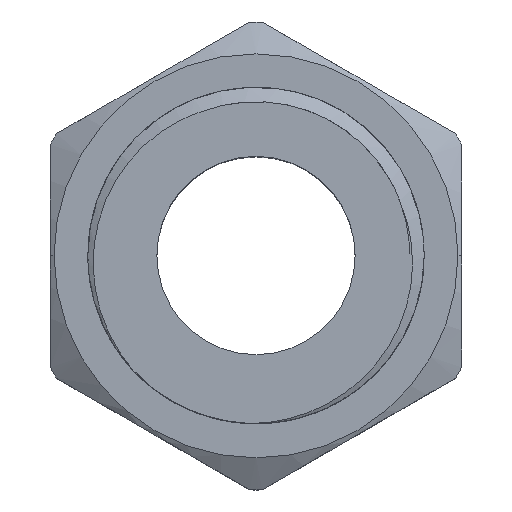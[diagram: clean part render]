
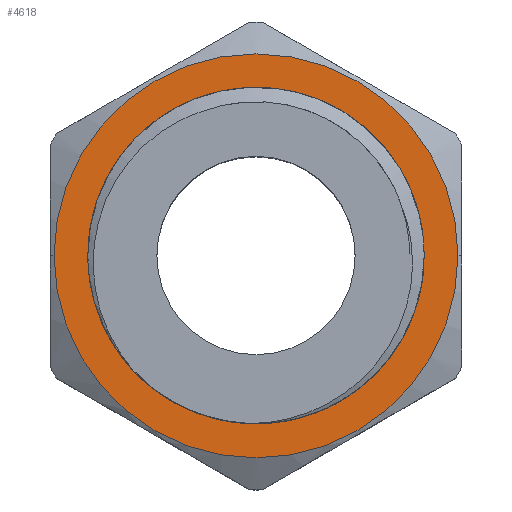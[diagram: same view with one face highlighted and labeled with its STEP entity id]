
A CAD part, top view. The second image highlights one B-rep face of the part: STEP entity #4618.
In plain terms, the highlighted planar face has unit normal (0, 0, 1).
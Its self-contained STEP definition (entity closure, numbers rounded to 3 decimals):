
#105 = FACE_BOUND ( 'NONE', #3344, .T. ) ;
#307 = DIRECTION ( 'NONE',  ( 1., 0., 0. ) ) ;
#322 = CIRCLE ( 'NONE', #3135, 13.75 ) ;
#382 = VERTEX_POINT ( 'NONE', #2467 ) ;
#659 = ORIENTED_EDGE ( 'NONE', *, *, #2462, .F. ) ;
#754 = VERTEX_POINT ( 'NONE', #1484 ) ;
#851 = DIRECTION ( 'NONE',  ( -1., 0., 0. ) ) ;
#1002 = CARTESIAN_POINT ( 'NONE',  ( 0., 0., -16. ) ) ;
#1234 = CARTESIAN_POINT ( 'NONE',  ( -13.75, 0., -16. ) ) ;
#1330 = EDGE_CURVE ( 'NONE', #4740, #754, #4429, .T. ) ;
#1420 = EDGE_LOOP ( 'NONE', ( #3672, #4089 ) ) ;
#1484 = CARTESIAN_POINT ( 'NONE',  ( -9.75, 0., -16. ) ) ;
#1561 = FACE_OUTER_BOUND ( 'NONE', #1420, .T. ) ;
#1640 = DIRECTION ( 'NONE',  ( 0., 0., -1. ) ) ;
#1781 = CIRCLE ( 'NONE', #4663, 13.75 ) ;
#1821 = EDGE_CURVE ( 'NONE', #2922, #382, #322, .T. ) ;
#2397 = AXIS2_PLACEMENT_3D ( 'NONE', #4980, #3038, #3118 ) ;
#2437 = PLANE ( 'NONE',  #2813 ) ;
#2462 = EDGE_CURVE ( 'NONE', #754, #4740, #3859, .T. ) ;
#2467 = CARTESIAN_POINT ( 'NONE',  ( 13.75, 0., -16. ) ) ;
#2813 = AXIS2_PLACEMENT_3D ( 'NONE', #1234, #1640, #851 ) ;
#2922 = VERTEX_POINT ( 'NONE', #3377 ) ;
#3038 = DIRECTION ( 'NONE',  ( 0., 0., 1. ) ) ;
#3118 = DIRECTION ( 'NONE',  ( 1., 0., 0. ) ) ;
#3129 = ORIENTED_EDGE ( 'NONE', *, *, #1330, .F. ) ;
#3135 = AXIS2_PLACEMENT_3D ( 'NONE', #4509, #3307, #3727 ) ;
#3307 = DIRECTION ( 'NONE',  ( 0., 0., 1. ) ) ;
#3344 = EDGE_LOOP ( 'NONE', ( #3129, #659 ) ) ;
#3377 = CARTESIAN_POINT ( 'NONE',  ( -13.75, 0., -16. ) ) ;
#3672 = ORIENTED_EDGE ( 'NONE', *, *, #1821, .T. ) ;
#3727 = DIRECTION ( 'NONE',  ( 1., 0., 0. ) ) ;
#3752 = CARTESIAN_POINT ( 'NONE',  ( 9.75, 0., -16. ) ) ;
#3851 = DIRECTION ( 'NONE',  ( 0., 0., 1. ) ) ;
#3859 = CIRCLE ( 'NONE', #4828, 9.75 ) ;
#4062 = DIRECTION ( 'NONE',  ( 1., 0., 0. ) ) ;
#4089 = ORIENTED_EDGE ( 'NONE', *, *, #4319, .T. ) ;
#4165 = CARTESIAN_POINT ( 'NONE',  ( 0., 0., -16. ) ) ;
#4319 = EDGE_CURVE ( 'NONE', #382, #2922, #1781, .T. ) ;
#4429 = CIRCLE ( 'NONE', #2397, 9.75 ) ;
#4509 = CARTESIAN_POINT ( 'NONE',  ( 0., 0., -16. ) ) ;
#4618 = ADVANCED_FACE ( 'NONE', ( #105, #1561 ), #2437, .F. ) ;
#4663 = AXIS2_PLACEMENT_3D ( 'NONE', #4165, #3851, #307 ) ;
#4740 = VERTEX_POINT ( 'NONE', #3752 ) ;
#4814 = DIRECTION ( 'NONE',  ( 0., 0., 1. ) ) ;
#4828 = AXIS2_PLACEMENT_3D ( 'NONE', #1002, #4814, #4062 ) ;
#4980 = CARTESIAN_POINT ( 'NONE',  ( 0., 0., -16. ) ) ;
